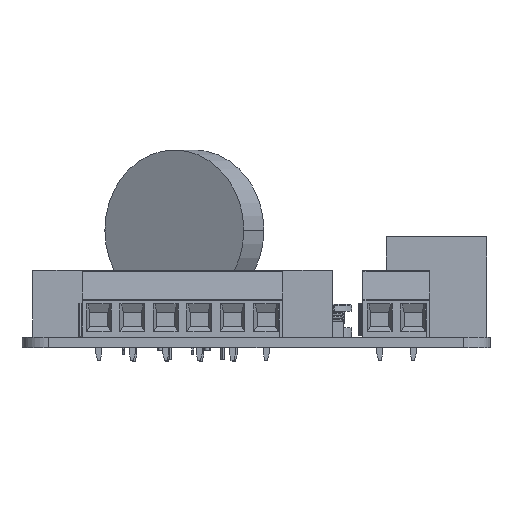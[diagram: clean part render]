
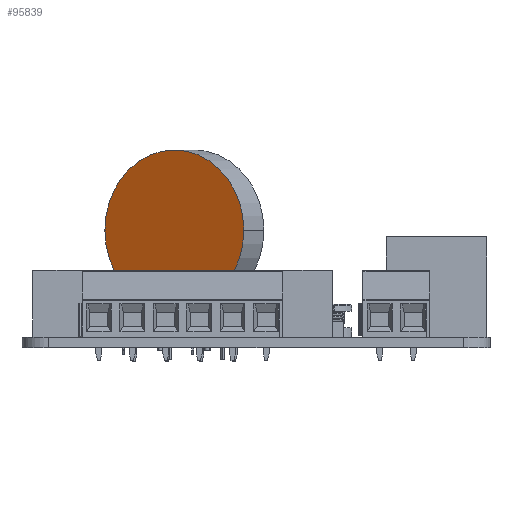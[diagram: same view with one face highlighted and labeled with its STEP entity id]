
A CAD part, left-side view. The second image highlights one B-rep face of the part: STEP entity #95839.
In plain terms, the highlighted face is planar.
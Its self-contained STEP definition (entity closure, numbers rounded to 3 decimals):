
#484 = CIRCLE ( 'NONE', #80926, 12. ) ;
#874 = DIRECTION ( 'NONE',  ( 0., 0., -1. ) ) ;
#7847 = DIRECTION ( 'NONE',  ( 0., -1., 0. ) ) ;
#8874 = FACE_OUTER_BOUND ( 'NONE', #34265, .T. ) ;
#13972 = AXIS2_PLACEMENT_3D ( 'NONE', #23670, #89678, #30130 ) ;
#19655 = DIRECTION ( 'NONE',  ( 1., 0., 0. ) ) ;
#23670 = CARTESIAN_POINT ( 'NONE',  ( 0., 0., 0. ) ) ;
#29260 = DIRECTION ( 'NONE',  ( 0., 0., 1. ) ) ;
#30130 = DIRECTION ( 'NONE',  ( 1., 0., 0. ) ) ;
#32735 = VERTEX_POINT ( 'NONE', #83784 ) ;
#34265 = EDGE_LOOP ( 'NONE', ( #100919, #58303 ) ) ;
#36839 = EDGE_CURVE ( 'NONE', #73234, #32735, #484, .T. ) ;
#49113 = CARTESIAN_POINT ( 'NONE',  ( 12., 0., 0. ) ) ;
#58303 = ORIENTED_EDGE ( 'NONE', *, *, #36839, .F. ) ;
#60248 = CIRCLE ( 'NONE', #13972, 12. ) ;
#63551 = AXIS2_PLACEMENT_3D ( 'NONE', #49113, #874, #7847 ) ;
#72406 = CARTESIAN_POINT ( 'NONE',  ( -12., 0., 0. ) ) ;
#73234 = VERTEX_POINT ( 'NONE', #72406 ) ;
#80926 = AXIS2_PLACEMENT_3D ( 'NONE', #86189, #29260, #19655 ) ;
#83784 = CARTESIAN_POINT ( 'NONE',  ( 12., 0., 0. ) ) ;
#86189 = CARTESIAN_POINT ( 'NONE',  ( 0., 0., 0. ) ) ;
#88487 = EDGE_CURVE ( 'NONE', #32735, #73234, #60248, .T. ) ;
#89678 = DIRECTION ( 'NONE',  ( 0., 0., 1. ) ) ;
#95839 = ADVANCED_FACE ( 'NONE', ( #8874 ), #96932, .T. ) ;
#96932 = PLANE ( 'NONE',  #63551 ) ;
#100919 = ORIENTED_EDGE ( 'NONE', *, *, #88487, .F. ) ;
